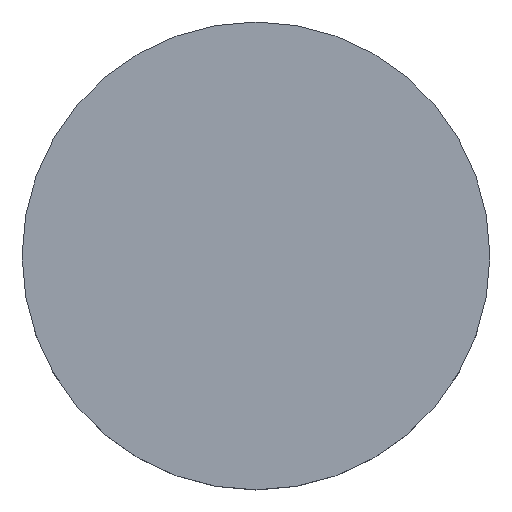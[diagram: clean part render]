
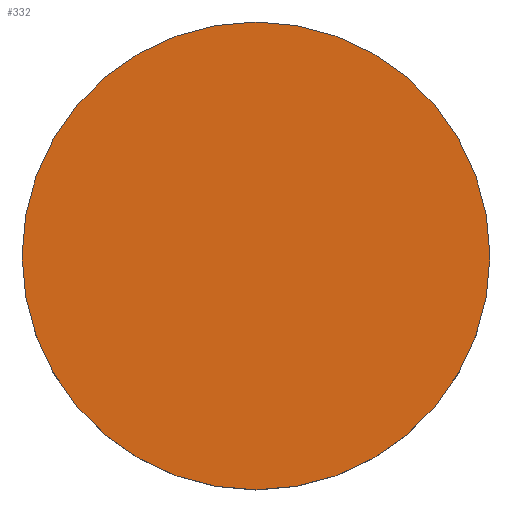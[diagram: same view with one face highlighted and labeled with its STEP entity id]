
A CAD part, top view. The second image highlights one B-rep face of the part: STEP entity #332.
In plain terms, the highlighted planar face has unit normal (0, 0, 1).
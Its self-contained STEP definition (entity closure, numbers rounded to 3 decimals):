
#1 = ORIENTED_EDGE ( 'NONE', *, *, #358, .T. ) ;
#7 = EDGE_LOOP ( 'NONE', ( #1, #17 ) ) ;
#17 = ORIENTED_EDGE ( 'NONE', *, *, #317, .T. ) ;
#28 = CARTESIAN_POINT ( 'NONE',  ( 0., 0., 0.8 ) ) ;
#47 = VERTEX_POINT ( 'NONE', #374 ) ;
#61 = CARTESIAN_POINT ( 'NONE',  ( 2.375, 0., 0.8 ) ) ;
#69 = DIRECTION ( 'NONE',  ( 0., 0., 1. ) ) ;
#79 = AXIS2_PLACEMENT_3D ( 'NONE', #244, #210, #202 ) ;
#119 = CARTESIAN_POINT ( 'NONE',  ( 0., 0., 0.8 ) ) ;
#202 = DIRECTION ( 'NONE',  ( 1., 0., 0. ) ) ;
#210 = DIRECTION ( 'NONE',  ( 0., 0., 1. ) ) ;
#244 = CARTESIAN_POINT ( 'NONE',  ( 0., 0., 0.8 ) ) ;
#257 = CIRCLE ( 'NONE', #79, 2.375 ) ;
#268 = AXIS2_PLACEMENT_3D ( 'NONE', #28, #455, #379 ) ;
#296 = CIRCLE ( 'NONE', #268, 2.375 ) ;
#317 = EDGE_CURVE ( 'NONE', #494, #47, #257, .T. ) ;
#332 = ADVANCED_FACE ( 'NONE', ( #538 ), #493, .T. ) ;
#358 = EDGE_CURVE ( 'NONE', #47, #494, #296, .T. ) ;
#374 = CARTESIAN_POINT ( 'NONE',  ( -2.375, 0., 0.8 ) ) ;
#379 = DIRECTION ( 'NONE',  ( 1., 0., 0. ) ) ;
#414 = DIRECTION ( 'NONE',  ( 1., 0., 0. ) ) ;
#455 = DIRECTION ( 'NONE',  ( 0., 0., 1. ) ) ;
#493 = PLANE ( 'NONE',  #535 ) ;
#494 = VERTEX_POINT ( 'NONE', #61 ) ;
#535 = AXIS2_PLACEMENT_3D ( 'NONE', #119, #69, #414 ) ;
#538 = FACE_OUTER_BOUND ( 'NONE', #7, .T. ) ;
